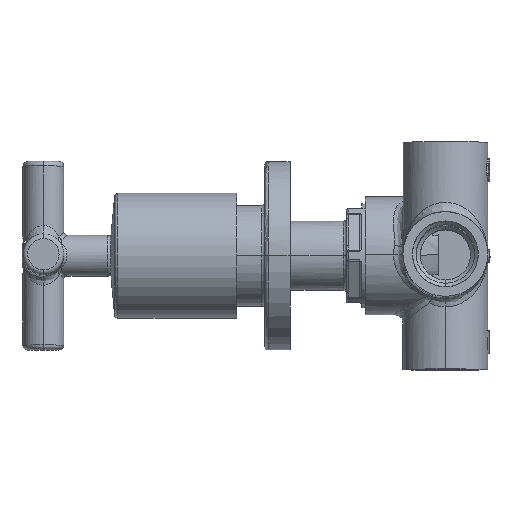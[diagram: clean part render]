
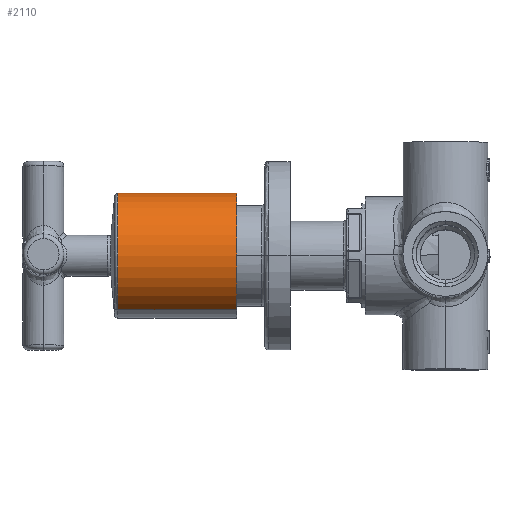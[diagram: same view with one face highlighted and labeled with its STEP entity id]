
A CAD part, left-side view. The second image highlights one B-rep face of the part: STEP entity #2110.
In plain terms, the highlighted cylindrical face has radius 19.85 mm (diameter 39.7 mm), a partial arc.
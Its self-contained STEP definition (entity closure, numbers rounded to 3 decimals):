
#2047=CARTESIAN_POINT('Vertex',(9.795,15.384,17.265)) ;
#2049=CARTESIAN_POINT('Vertex',(-9.795,15.384,-17.265)) ;
#2052=CARTESIAN_POINT('Axis2P3D Location',(0.,15.384,0.)) ;
#2080=CARTESIAN_POINT('Axis2P3D Location',(0.,35.384,0.)) ;
#2085=CARTESIAN_POINT('Line Origine',(-9.795,34.723,-17.265)) ;
#2089=CARTESIAN_POINT('Vertex',(-9.795,53.196,-17.265)) ;
#2092=CARTESIAN_POINT('Line Origine',(9.795,34.723,17.265)) ;
#2096=CARTESIAN_POINT('Vertex',(9.795,53.196,17.265)) ;
#2099=CARTESIAN_POINT('Axis2P3D Location',(0.,53.196,0.)) ;
#2087=VECTOR('Line Direction',#2086,1.) ;
#2094=VECTOR('Line Direction',#2093,1.) ;
#2053=DIRECTION('Axis2P3D Direction',(0.,1.,0.)) ;
#2081=DIRECTION('Axis2P3D Direction',(0.,1.,0.)) ;
#2082=DIRECTION('Axis2P3D XDirection',(0.493,0.,0.87)) ;
#2086=DIRECTION('Vector Direction',(0.,1.,0.)) ;
#2093=DIRECTION('Vector Direction',(0.,1.,0.)) ;
#2100=DIRECTION('Axis2P3D Direction',(0.,1.,0.)) ;
#2054=AXIS2_PLACEMENT_3D('Circle Axis2P3D',#2052,#2053,$) ;
#2083=AXIS2_PLACEMENT_3D('Cylinder Axis2P3D',#2080,#2081,#2082) ;
#2101=AXIS2_PLACEMENT_3D('Circle Axis2P3D',#2099,#2100,$) ;
#2088=LINE('Line',#2085,#2087) ;
#2095=LINE('Line',#2092,#2094) ;
#2055=CIRCLE('generated circle',#2054,19.85) ;
#2102=CIRCLE('generated circle',#2101,19.85) ;
#2084=CYLINDRICAL_SURFACE('generated cylinder',#2083,19.85) ;
#2056=EDGE_CURVE('',#2050,#2048,#2055,.T.) ;
#2091=EDGE_CURVE('',#2090,#2050,#2088,.F.) ;
#2098=EDGE_CURVE('',#2097,#2048,#2095,.F.) ;
#2103=EDGE_CURVE('',#2090,#2097,#2102,.T.) ;
#2105=ORIENTED_EDGE('',*,*,#2091,.T.) ;
#2106=ORIENTED_EDGE('',*,*,#2056,.T.) ;
#2107=ORIENTED_EDGE('',*,*,#2098,.F.) ;
#2108=ORIENTED_EDGE('',*,*,#2103,.F.) ;
#2104=EDGE_LOOP('',(#2105,#2106,#2107,#2108)) ;
#2048=VERTEX_POINT('',#2047) ;
#2050=VERTEX_POINT('',#2049) ;
#2090=VERTEX_POINT('',#2089) ;
#2097=VERTEX_POINT('',#2096) ;
#2110=ADVANCED_FACE('PR017S.ST01.2\\PCM.08.1\\PartBody',(#2109),#2084,.T.) ;
#2109=FACE_OUTER_BOUND('',#2104,.T.) ;
